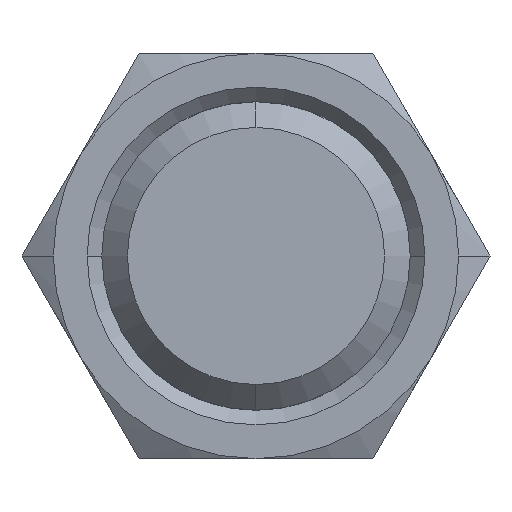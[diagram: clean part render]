
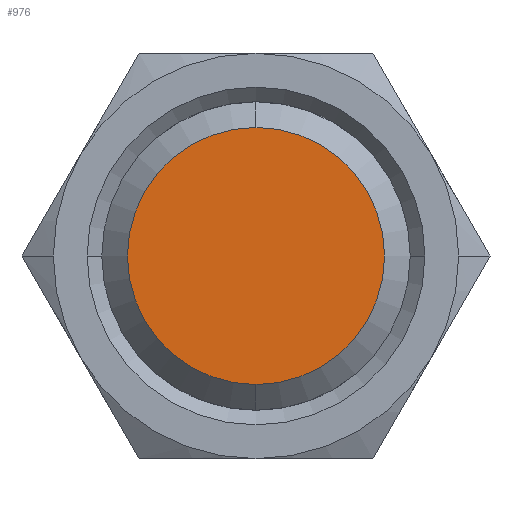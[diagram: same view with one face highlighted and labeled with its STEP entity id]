
A CAD part, left-side view. The second image highlights one B-rep face of the part: STEP entity #976.
In plain terms, the highlighted planar face has unit normal (-1, 0, 0).
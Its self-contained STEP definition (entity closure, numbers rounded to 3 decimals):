
#495=CARTESIAN_POINT('',(0.,0.,0.));
#496=DIRECTION('',(-1.,0.,0.));
#497=DIRECTION('',(0.,0.,-1.));
#498=AXIS2_PLACEMENT_3D('',#495,#496,#497);
#503=CARTESIAN_POINT('',(0.,0.,0.));
#504=DIRECTION('',(1.,0.,0.));
#505=DIRECTION('',(0.,0.,-1.));
#506=AXIS2_PLACEMENT_3D('',#503,#504,#505);
#546=CARTESIAN_POINT('',(0.,0.,-5.));
#547=CARTESIAN_POINT('',(0.,0.,5.));
#548=VERTEX_POINT('',#546);
#549=VERTEX_POINT('',#547);
#967=CARTESIAN_POINT('',(0.,0.,0.));
#968=DIRECTION('',(1.,0.,0.));
#969=DIRECTION('',(0.,0.,1.));
#970=AXIS2_PLACEMENT_3D('',#967,#968,#969);
#971=PLANE('',#970);
#972=ORIENTED_EDGE('',*,*,#934,.F.);
#973=ORIENTED_EDGE('',*,*,#949,.T.);
#974=EDGE_LOOP('',(#972,#973));
#975=FACE_OUTER_BOUND('',#974,.F.);
#976=ADVANCED_FACE('',(#975),#971,.F.);
#499=CIRCLE('',#498,5.);
#507=CIRCLE('',#506,5.);
#934=EDGE_CURVE('',#548,#549,#499,.T.);
#949=EDGE_CURVE('',#548,#549,#507,.T.);
